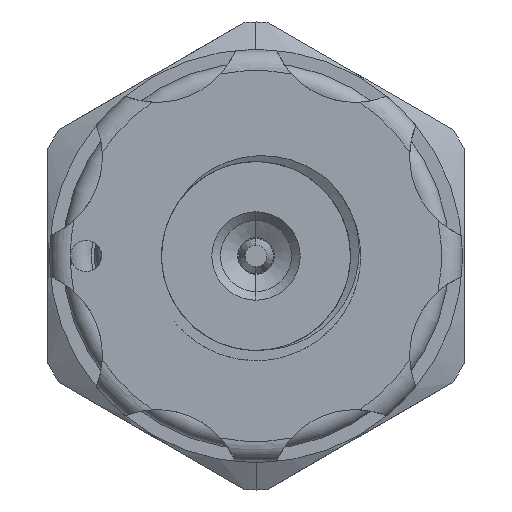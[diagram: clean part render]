
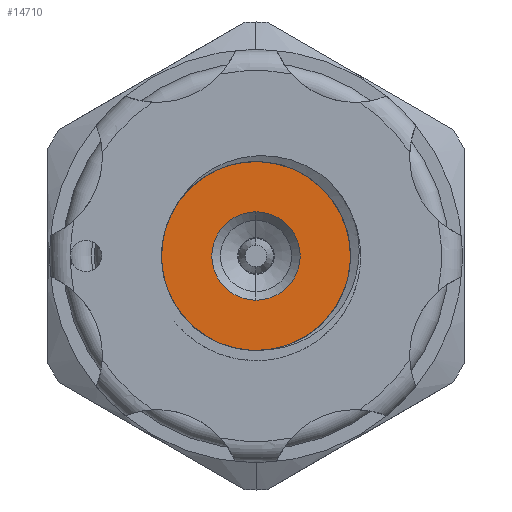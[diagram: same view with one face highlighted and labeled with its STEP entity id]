
A CAD part, left-side view. The second image highlights one B-rep face of the part: STEP entity #14710.
In plain terms, the highlighted planar face has unit normal (-1, 0, 0).
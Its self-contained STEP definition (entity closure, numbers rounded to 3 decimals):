
#357 = DIRECTION ( 'NONE',  ( 0., 0., 1. ) ) ;
#515 = CARTESIAN_POINT ( 'NONE',  ( -98.777, 0., 2.55 ) ) ;
#855 = CARTESIAN_POINT ( 'NONE',  ( -98.777, -5.196, -2.897 ) ) ;
#1174 = CARTESIAN_POINT ( 'NONE',  ( -98.777, -2.187, 5.316 ) ) ;
#1349 = CARTESIAN_POINT ( 'NONE',  ( -98.777, 0.644, 5.536 ) ) ;
#1872 = CARTESIAN_POINT ( 'NONE',  ( -98.777, 2.086, -5.035 ) ) ;
#2320 = CARTESIAN_POINT ( 'NONE',  ( -98.777, -2.713, -5.086 ) ) ;
#2450 = CARTESIAN_POINT ( 'NONE',  ( -98.777, -5.64, -2.049 ) ) ;
#2634 = CARTESIAN_POINT ( 'NONE',  ( -98.777, -5.412, 2.594 ) ) ;
#2697 = B_SPLINE_CURVE_WITH_KNOTS ( 'NONE', 3,
 ( #3547, #3358, #11076, #18441, #4909, #7952, #12401, #3590, #12854, #2320, #15717, #6991, #5369, #5238, #17201, #18486, #855, #18617, #12664, #2450, #12732, #15665, #17137, #9832, #12600, #4151, #11434, #5675, #17558, #8534, #2634, #16030, #17434, #8654, #12973, #11540, #14524, #7159, #9955, #12914, #1174, #17497, #17319, #15841, #7050, #4339, #5794, #18798, #1349, #14468, #5610, #11597, #2815 ),
 .UNSPECIFIED., .F., .F.,
 ( 4, 2, 2, 2, 2, 2, 2, 1, 2, 2, 2, 2, 2, 2, 2, 2, 2, 2, 2, 2, 2, 2, 2, 2, 2, 2, 4 ),
 ( 0., 0.001, 0.002, 0.003, 0.004, 0.006, 0.007, 0.007, 0.008, 0.009, 0.009, 0.01, 0.012, 0.012, 0.013, 0.014, 0.014, 0.015, 0.016, 0.017, 0.018, 0.019, 0.02, 0.02, 0.021, 0.022, 0.023 ),
 .UNSPECIFIED. ) ;
#2815 = CARTESIAN_POINT ( 'NONE',  ( -98.777, 2.44, 4.873 ) ) ;
#3173 = DIRECTION ( 'NONE',  ( 1., 0., 0. ) ) ;
#3358 = CARTESIAN_POINT ( 'NONE',  ( -98.777, 1.51, -5.289 ) ) ;
#3547 = CARTESIAN_POINT ( 'NONE',  ( -98.777, 1.95, -5.089 ) ) ;
#3590 = CARTESIAN_POINT ( 'NONE',  ( -98.777, -1.339, -5.52 ) ) ;
#4151 = CARTESIAN_POINT ( 'NONE',  ( -98.777, -5.988, 0.776 ) ) ;
#4339 = CARTESIAN_POINT ( 'NONE',  ( -98.777, -0.544, 5.622 ) ) ;
#4712 = FACE_BOUND ( 'NONE', #13925, .T. ) ;
#4885 = CARTESIAN_POINT ( 'NONE',  ( -98.777, 0., 0. ) ) ;
#4909 = CARTESIAN_POINT ( 'NONE',  ( -98.777, 0.098, -5.575 ) ) ;
#5046 = EDGE_CURVE ( 'NONE', #9499, #18184, #14938, .T. ) ;
#5173 = FACE_OUTER_BOUND ( 'NONE', #9696, .T. ) ;
#5238 = CARTESIAN_POINT ( 'NONE',  ( -98.777, -4.287, -4.002 ) ) ;
#5369 = CARTESIAN_POINT ( 'NONE',  ( -98.777, -3.925, -4.318 ) ) ;
#5610 = CARTESIAN_POINT ( 'NONE',  ( -98.777, 1.578, 5.299 ) ) ;
#5675 = CARTESIAN_POINT ( 'NONE',  ( -98.777, -5.846, 1.48 ) ) ;
#5794 = CARTESIAN_POINT ( 'NONE',  ( -98.777, -0.067, 5.618 ) ) ;
#6138 = CARTESIAN_POINT ( 'NONE',  ( -98.777, 7.129, 0. ) ) ;
#6218 = CARTESIAN_POINT ( 'NONE',  ( -98.777, 2.44, 4.873 ) ) ;
#6551 = ORIENTED_EDGE ( 'NONE', *, *, #6575, .F. ) ;
#6575 = EDGE_CURVE ( 'NONE', #9920, #10307, #17096, .T. ) ;
#6905 = ORIENTED_EDGE ( 'NONE', *, *, #5046, .T. ) ;
#6991 = CARTESIAN_POINT ( 'NONE',  ( -98.777, -3.733, -4.466 ) ) ;
#7050 = CARTESIAN_POINT ( 'NONE',  ( -98.777, -0.785, 5.608 ) ) ;
#7159 = CARTESIAN_POINT ( 'NONE',  ( -98.777, -3.485, 4.696 ) ) ;
#7233 = AXIS2_PLACEMENT_3D ( 'NONE', #16637, #9333, #13661 ) ;
#7294 = CARTESIAN_POINT ( 'NONE',  ( -98.777, 0., 0. ) ) ;
#7415 = ORIENTED_EDGE ( 'NONE', *, *, #11731, .F. ) ;
#7574 = DIRECTION ( 'NONE',  ( 0., 0., -1. ) ) ;
#7638 = PLANE ( 'NONE',  #7956 ) ;
#7952 = CARTESIAN_POINT ( 'NONE',  ( -98.777, -0.382, -5.593 ) ) ;
#7956 = AXIS2_PLACEMENT_3D ( 'NONE', #6138, #13499, #7574 ) ;
#8534 = CARTESIAN_POINT ( 'NONE',  ( -98.777, -5.616, 2.158 ) ) ;
#8654 = CARTESIAN_POINT ( 'NONE',  ( -98.777, -4.884, 3.393 ) ) ;
#8724 = CARTESIAN_POINT ( 'NONE',  ( -98.777, 1.95, -5.089 ) ) ;
#8943 = CIRCLE ( 'NONE', #9269, 5.45 ) ;
#9153 = ORIENTED_EDGE ( 'NONE', *, *, #13722, .T. ) ;
#9269 = AXIS2_PLACEMENT_3D ( 'NONE', #4885, #15324, #9476 ) ;
#9333 = DIRECTION ( 'NONE',  ( 1., 0., 0. ) ) ;
#9406 = EDGE_CURVE ( 'NONE', #18064, #10307, #2697, .T. ) ;
#9476 = DIRECTION ( 'NONE',  ( 0., 0., -1. ) ) ;
#9499 = VERTEX_POINT ( 'NONE', #515 ) ;
#9696 = EDGE_LOOP ( 'NONE', ( #7415, #12039, #6551 ) ) ;
#9832 = CARTESIAN_POINT ( 'NONE',  ( -98.777, -6.05, -0.184 ) ) ;
#9920 = VERTEX_POINT ( 'NONE', #1872 ) ;
#9955 = CARTESIAN_POINT ( 'NONE',  ( -98.777, -2.852, 5.039 ) ) ;
#10206 = DIRECTION ( 'NONE',  ( 0., 0., 1. ) ) ;
#10307 = VERTEX_POINT ( 'NONE', #6218 ) ;
#11076 = CARTESIAN_POINT ( 'NONE',  ( -98.777, 1.044, -5.431 ) ) ;
#11434 = CARTESIAN_POINT ( 'NONE',  ( -98.777, -5.903, 1.248 ) ) ;
#11540 = CARTESIAN_POINT ( 'NONE',  ( -98.777, -4.406, 3.931 ) ) ;
#11597 = CARTESIAN_POINT ( 'NONE',  ( -98.777, 2.021, 5.116 ) ) ;
#11731 = EDGE_CURVE ( 'NONE', #18064, #9920, #8943, .T. ) ;
#12039 = ORIENTED_EDGE ( 'NONE', *, *, #9406, .T. ) ;
#12086 = CARTESIAN_POINT ( 'NONE',  ( -98.777, 0., 0. ) ) ;
#12401 = CARTESIAN_POINT ( 'NONE',  ( -98.777, -0.625, -5.586 ) ) ;
#12600 = CARTESIAN_POINT ( 'NONE',  ( -98.777, -6.015, 0.534 ) ) ;
#12664 = CARTESIAN_POINT ( 'NONE',  ( -98.777, -5.544, -2.266 ) ) ;
#12732 = CARTESIAN_POINT ( 'NONE',  ( -98.777, -5.8, -1.601 ) ) ;
#12854 = CARTESIAN_POINT ( 'NONE',  ( -98.777, -1.805, -5.416 ) ) ;
#12914 = CARTESIAN_POINT ( 'NONE',  ( -98.777, -2.632, 5.141 ) ) ;
#12973 = CARTESIAN_POINT ( 'NONE',  ( -98.777, -4.574, 3.757 ) ) ;
#13218 = DIRECTION ( 'NONE',  ( 1., 0., 0. ) ) ;
#13499 = DIRECTION ( 'NONE',  ( 1., 0., 0. ) ) ;
#13661 = DIRECTION ( 'NONE',  ( 0., 0., -1. ) ) ;
#13681 = CARTESIAN_POINT ( 'NONE',  ( -98.777, 0., -2.55 ) ) ;
#13722 = EDGE_CURVE ( 'NONE', #18184, #9499, #16925, .T. ) ;
#13925 = EDGE_LOOP ( 'NONE', ( #6905, #9153 ) ) ;
#14468 = CARTESIAN_POINT ( 'NONE',  ( -98.777, 0.88, 5.488 ) ) ;
#14524 = CARTESIAN_POINT ( 'NONE',  ( -98.777, -3.873, 4.419 ) ) ;
#14710 = ADVANCED_FACE ( 'NONE', ( #4712, #5173 ), #7638, .F. ) ;
#14938 = CIRCLE ( 'NONE', #15254, 2.55 ) ;
#15254 = AXIS2_PLACEMENT_3D ( 'NONE', #12086, #3173, #357 ) ;
#15324 = DIRECTION ( 'NONE',  ( 1., 0., 0. ) ) ;
#15665 = CARTESIAN_POINT ( 'NONE',  ( -98.777, -5.864, -1.371 ) ) ;
#15717 = CARTESIAN_POINT ( 'NONE',  ( -98.777, -3.138, -4.868 ) ) ;
#15841 = CARTESIAN_POINT ( 'NONE',  ( -98.777, -1.264, 5.551 ) ) ;
#16030 = CARTESIAN_POINT ( 'NONE',  ( -98.777, -5.291, 2.804 ) ) ;
#16637 = CARTESIAN_POINT ( 'NONE',  ( -98.777, 0., 0. ) ) ;
#16925 = CIRCLE ( 'NONE', #18652, 2.55 ) ;
#17096 = CIRCLE ( 'NONE', #7233, 5.45 ) ;
#17137 = CARTESIAN_POINT ( 'NONE',  ( -98.777, -6.013, -0.662 ) ) ;
#17201 = CARTESIAN_POINT ( 'NONE',  ( -98.777, -4.626, -3.666 ) ) ;
#17319 = CARTESIAN_POINT ( 'NONE',  ( -98.777, -1.499, 5.507 ) ) ;
#17434 = CARTESIAN_POINT ( 'NONE',  ( -98.777, -5.028, 3.203 ) ) ;
#17497 = CARTESIAN_POINT ( 'NONE',  ( -98.777, -1.96, 5.39 ) ) ;
#17558 = CARTESIAN_POINT ( 'NONE',  ( -98.777, -5.703, 1.935 ) ) ;
#18064 = VERTEX_POINT ( 'NONE', #8724 ) ;
#18184 = VERTEX_POINT ( 'NONE', #13681 ) ;
#18441 = CARTESIAN_POINT ( 'NONE',  ( -98.777, 0.336, -5.55 ) ) ;
#18486 = CARTESIAN_POINT ( 'NONE',  ( -98.777, -4.922, -3.291 ) ) ;
#18617 = CARTESIAN_POINT ( 'NONE',  ( -98.777, -5.321, -2.689 ) ) ;
#18652 = AXIS2_PLACEMENT_3D ( 'NONE', #7294, #13218, #10206 ) ;
#18798 = CARTESIAN_POINT ( 'NONE',  ( -98.777, 0.171, 5.601 ) ) ;
